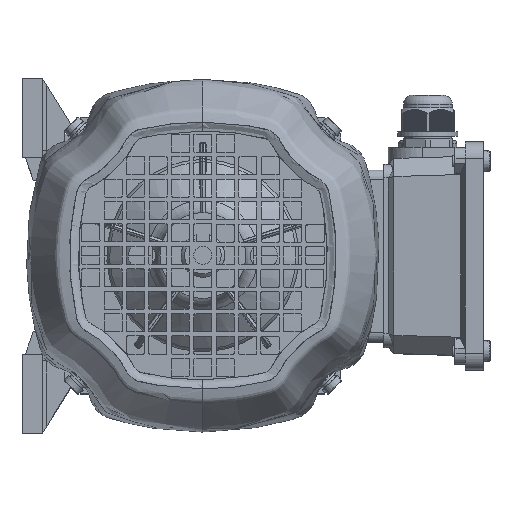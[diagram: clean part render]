
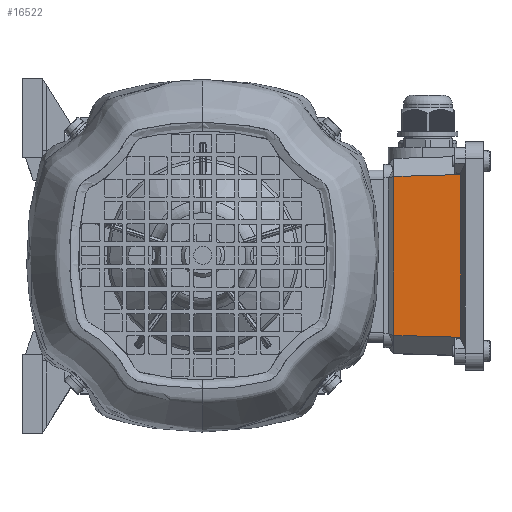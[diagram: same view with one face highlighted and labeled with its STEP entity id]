
A CAD part, top view. The second image highlights one B-rep face of the part: STEP entity #16522.
In plain terms, the highlighted planar face has unit normal (-0.029, 0, 1).
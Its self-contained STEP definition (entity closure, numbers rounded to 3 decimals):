
#2136=LINE('',#93451,#7528);
#2146=LINE('',#93472,#7538);
#2147=LINE('',#93474,#7539);
#2148=LINE('',#93476,#7540);
#7528=VECTOR('',#73628,1.);
#7538=VECTOR('',#73652,1.);
#7539=VECTOR('',#73653,1.);
#7540=VECTOR('',#73654,1.);
#12829=PLANE('',#66782);
#16522=ADVANCED_FACE('',(#20260),#12829,.F.);
#20260=FACE_OUTER_BOUND('',#23502,.T.);
#23502=EDGE_LOOP('',(#30054,#30055,#30056,#30057));
#30054=ORIENTED_EDGE('',*,*,#54947,.F.);
#30055=ORIENTED_EDGE('',*,*,#54958,.T.);
#30056=ORIENTED_EDGE('',*,*,#54959,.T.);
#30057=ORIENTED_EDGE('',*,*,#54960,.T.);
#48365=VERTEX_POINT('',#93450);
#48366=VERTEX_POINT('',#93452);
#48370=VERTEX_POINT('',#93473);
#48371=VERTEX_POINT('',#93475);
#54947=EDGE_CURVE('',#48365,#48366,#2136,.T.);
#54958=EDGE_CURVE('',#48365,#48370,#2146,.T.);
#54959=EDGE_CURVE('',#48370,#48371,#2147,.T.);
#54960=EDGE_CURVE('',#48371,#48366,#2148,.T.);
#66782=AXIS2_PLACEMENT_3D('',#93477,#73655,#73656);
#73628=DIRECTION('',(0.,-1.,0.));
#73652=DIRECTION('',(-0.999,-0.029,-0.029));
#73653=DIRECTION('',(0.,-1.,0.));
#73654=DIRECTION('',(0.999,-0.029,0.029));
#73655=DIRECTION('',(0.029,0.,-1.));
#73656=DIRECTION('',(0.,1.,0.));
#93450=CARTESIAN_POINT('',(114.,35.997,96.));
#93451=CARTESIAN_POINT('',(114.,0.,96.));
#93452=CARTESIAN_POINT('',(114.,-35.997,96.));
#93472=CARTESIAN_POINT('',(112.943,35.965,95.969));
#93473=CARTESIAN_POINT('',(84.5,35.129,95.132));
#93474=CARTESIAN_POINT('',(84.5,0.,95.132));
#93475=CARTESIAN_POINT('',(84.5,-35.129,95.132));
#93476=CARTESIAN_POINT('',(112.943,-35.965,95.969));
#93477=CARTESIAN_POINT('',(114.,0.,96.));
